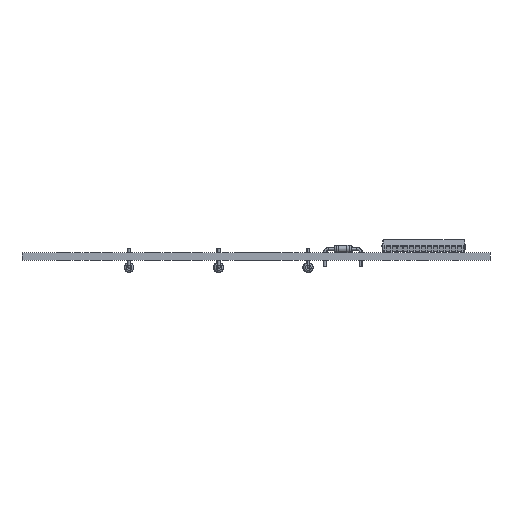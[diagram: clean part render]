
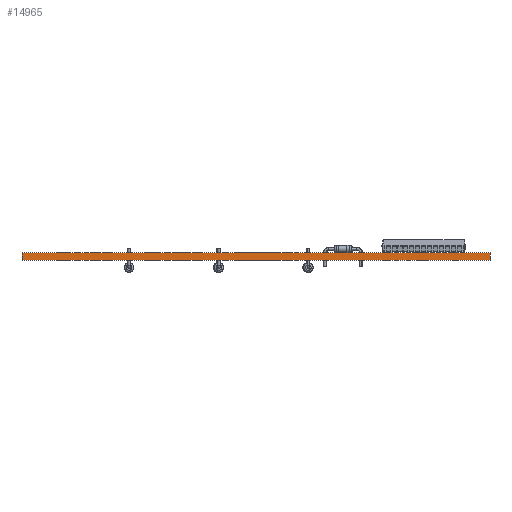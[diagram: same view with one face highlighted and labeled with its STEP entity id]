
A CAD part, front view. The second image highlights one B-rep face of the part: STEP entity #14965.
In plain terms, the highlighted planar face has unit normal (0, -1, 0).
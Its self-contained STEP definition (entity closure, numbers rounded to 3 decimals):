
#14965 = ADVANCED_FACE('',(#14966),#15000,.T.);
#14966 = FACE_BOUND('',#14967,.T.);
#14967 = EDGE_LOOP('',(#14968,#14978,#14986,#14994));
#14968 = ORIENTED_EDGE('',*,*,#14969,.T.);
#14969 = EDGE_CURVE('',#14970,#14972,#14974,.T.);
#14970 = VERTEX_POINT('',#14971);
#14971 = CARTESIAN_POINT('',(148.295,-141.705,0.));
#14972 = VERTEX_POINT('',#14973);
#14973 = CARTESIAN_POINT('',(148.295,-141.705,1.6));
#14974 = LINE('',#14975,#14976);
#14975 = CARTESIAN_POINT('',(148.295,-141.705,0.));
#14976 = VECTOR('',#14977,1.);
#14977 = DIRECTION('',(0.,0.,1.));
#14978 = ORIENTED_EDGE('',*,*,#14979,.T.);
#14979 = EDGE_CURVE('',#14972,#14980,#14982,.T.);
#14980 = VERTEX_POINT('',#14981);
#14981 = CARTESIAN_POINT('',(48.295,-141.705,1.6));
#14982 = LINE('',#14983,#14984);
#14983 = CARTESIAN_POINT('',(148.295,-141.705,1.6));
#14984 = VECTOR('',#14985,1.);
#14985 = DIRECTION('',(-1.,0.,0.));
#14986 = ORIENTED_EDGE('',*,*,#14987,.F.);
#14987 = EDGE_CURVE('',#14988,#14980,#14990,.T.);
#14988 = VERTEX_POINT('',#14989);
#14989 = CARTESIAN_POINT('',(48.295,-141.705,0.));
#14990 = LINE('',#14991,#14992);
#14991 = CARTESIAN_POINT('',(48.295,-141.705,0.));
#14992 = VECTOR('',#14993,1.);
#14993 = DIRECTION('',(0.,0.,1.));
#14994 = ORIENTED_EDGE('',*,*,#14995,.F.);
#14995 = EDGE_CURVE('',#14970,#14988,#14996,.T.);
#14996 = LINE('',#14997,#14998);
#14997 = CARTESIAN_POINT('',(148.295,-141.705,0.));
#14998 = VECTOR('',#14999,1.);
#14999 = DIRECTION('',(-1.,0.,0.));
#15000 = PLANE('',#15001);
#15001 = AXIS2_PLACEMENT_3D('',#15002,#15003,#15004);
#15002 = CARTESIAN_POINT('',(148.295,-141.705,0.));
#15003 = DIRECTION('',(0.,-1.,0.));
#15004 = DIRECTION('',(-1.,0.,0.));
